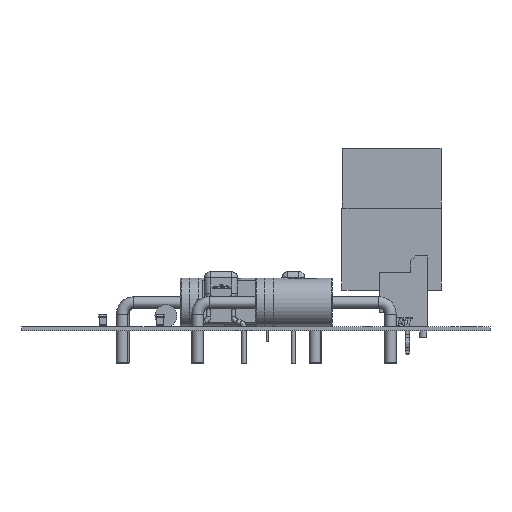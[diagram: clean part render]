
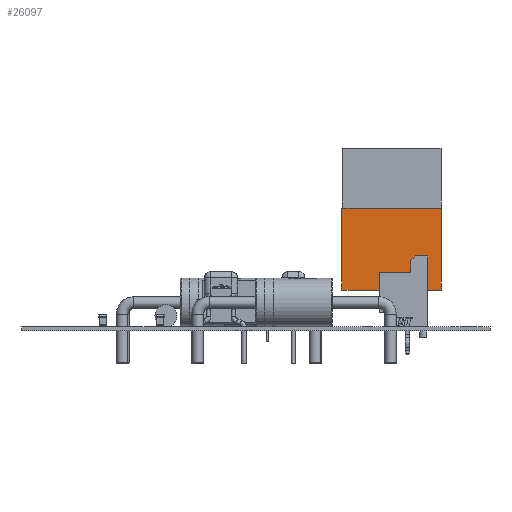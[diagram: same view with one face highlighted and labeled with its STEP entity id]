
A CAD part, front view. The second image highlights one B-rep face of the part: STEP entity #26097.
In plain terms, the highlighted planar face has unit normal (0, -1, 0).
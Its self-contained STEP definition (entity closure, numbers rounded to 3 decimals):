
#25999 = EDGE_CURVE('',#26000,#26002,#26004,.T.);
#26000 = VERTEX_POINT('',#26001);
#26001 = CARTESIAN_POINT('',(-5.4,-2.4,0.));
#26002 = VERTEX_POINT('',#26003);
#26003 = CARTESIAN_POINT('',(-5.4,-2.4,8.9));
#26004 = LINE('',#26005,#26006);
#26005 = CARTESIAN_POINT('',(-5.4,-2.4,0.));
#26006 = VECTOR('',#26007,1.);
#26007 = DIRECTION('',(0.,0.,1.));
#26072 = VERTEX_POINT('',#26073);
#26073 = CARTESIAN_POINT('',(5.4,-2.4,8.9));
#26079 = EDGE_CURVE('',#26080,#26072,#26082,.T.);
#26080 = VERTEX_POINT('',#26081);
#26081 = CARTESIAN_POINT('',(5.4,-2.4,0.));
#26082 = LINE('',#26083,#26084);
#26083 = CARTESIAN_POINT('',(5.4,-2.4,0.));
#26084 = VECTOR('',#26085,1.);
#26085 = DIRECTION('',(0.,0.,1.));
#26097 = ADVANCED_FACE('',(#26098),#26114,.T.);
#26098 = FACE_BOUND('',#26099,.T.);
#26099 = EDGE_LOOP('',(#26100,#26101,#26107,#26108));
#26100 = ORIENTED_EDGE('',*,*,#26079,.T.);
#26101 = ORIENTED_EDGE('',*,*,#26102,.T.);
#26102 = EDGE_CURVE('',#26072,#26002,#26103,.T.);
#26103 = LINE('',#26104,#26105);
#26104 = CARTESIAN_POINT('',(5.4,-2.4,8.9));
#26105 = VECTOR('',#26106,1.);
#26106 = DIRECTION('',(-1.,0.,0.));
#26107 = ORIENTED_EDGE('',*,*,#25999,.F.);
#26108 = ORIENTED_EDGE('',*,*,#26109,.F.);
#26109 = EDGE_CURVE('',#26080,#26000,#26110,.T.);
#26110 = LINE('',#26111,#26112);
#26111 = CARTESIAN_POINT('',(5.4,-2.4,0.));
#26112 = VECTOR('',#26113,1.);
#26113 = DIRECTION('',(-1.,0.,0.));
#26114 = PLANE('',#26115);
#26115 = AXIS2_PLACEMENT_3D('',#26116,#26117,#26118);
#26116 = CARTESIAN_POINT('',(5.4,-2.4,0.));
#26117 = DIRECTION('',(0.,-1.,0.));
#26118 = DIRECTION('',(-1.,0.,0.));
